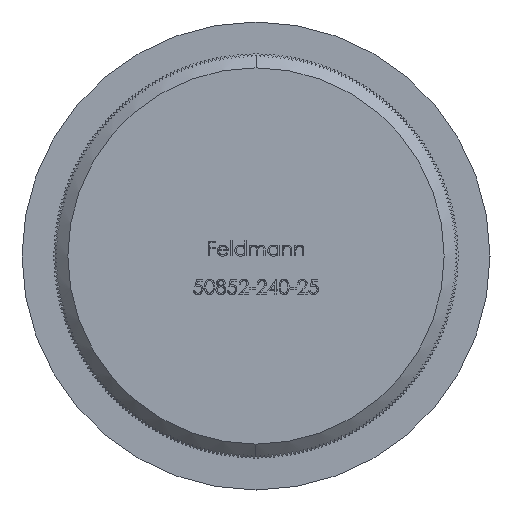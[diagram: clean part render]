
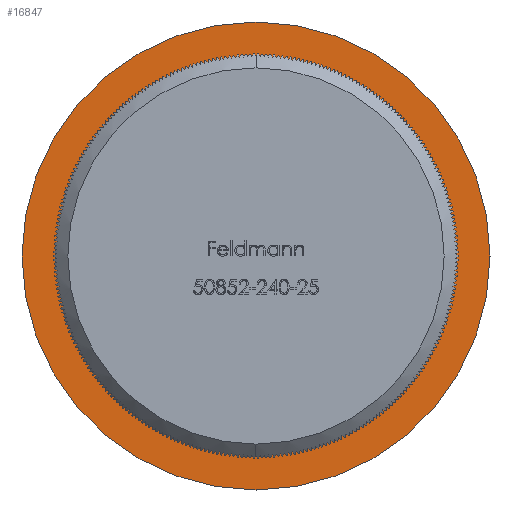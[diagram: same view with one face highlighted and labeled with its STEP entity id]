
A CAD part, front view. The second image highlights one B-rep face of the part: STEP entity #16847.
In plain terms, the highlighted planar face has unit normal (0, -1, 0).
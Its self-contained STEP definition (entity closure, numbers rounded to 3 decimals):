
#146 = CARTESIAN_POINT ( 'NONE',  ( 0., 5., 14.35 ) ) ;
#2116 = AXIS2_PLACEMENT_3D ( 'NONE', #38481, #2175, #13977 ) ;
#2175 = DIRECTION ( 'NONE',  ( 0., -1., 0. ) ) ;
#2686 = VERTEX_POINT ( 'NONE', #31521 ) ;
#2984 = AXIS2_PLACEMENT_3D ( 'NONE', #41674, #13261, #21523 ) ;
#5335 = CARTESIAN_POINT ( 'NONE',  ( 0., 5., 0. ) ) ;
#5381 = AXIS2_PLACEMENT_3D ( 'NONE', #44058, #19817, #36585 ) ;
#6563 = EDGE_LOOP ( 'NONE', ( #19298, #43095 ) ) ;
#6893 = PLANE ( 'NONE',  #5381 ) ;
#8029 = CIRCLE ( 'NONE', #25474, 14.35 ) ;
#12550 = EDGE_LOOP ( 'NONE', ( #40143, #16194 ) ) ;
#13261 = DIRECTION ( 'NONE',  ( 0., -1., 0. ) ) ;
#13977 = DIRECTION ( 'NONE',  ( 0., 0., -1. ) ) ;
#16194 = ORIENTED_EDGE ( 'NONE', *, *, #35273, .F. ) ;
#16847 = ADVANCED_FACE ( 'NONE', ( #25526, #31930 ), #6893, .T. ) ;
#17308 = DIRECTION ( 'NONE',  ( 0., 0., -1. ) ) ;
#19298 = ORIENTED_EDGE ( 'NONE', *, *, #39240, .T. ) ;
#19681 = DIRECTION ( 'NONE',  ( 0., -1., 0. ) ) ;
#19817 = DIRECTION ( 'NONE',  ( 0., -1., 0. ) ) ;
#19827 = EDGE_CURVE ( 'NONE', #2686, #46145, #49582, .T. ) ;
#21523 = DIRECTION ( 'NONE',  ( 0., 0., -1. ) ) ;
#23620 = CARTESIAN_POINT ( 'NONE',  ( 0., 5., 0. ) ) ;
#23775 = CARTESIAN_POINT ( 'NONE',  ( 0., 5., -16.85 ) ) ;
#23807 = DIRECTION ( 'NONE',  ( 0., 0., -1. ) ) ;
#25474 = AXIS2_PLACEMENT_3D ( 'NONE', #5335, #45528, #17308 ) ;
#25526 = FACE_BOUND ( 'NONE', #12550, .T. ) ;
#27033 = CARTESIAN_POINT ( 'NONE',  ( 0., 5., -14.35 ) ) ;
#30670 = CIRCLE ( 'NONE', #2984, 16.85 ) ;
#31521 = CARTESIAN_POINT ( 'NONE',  ( 0., 5., 16.85 ) ) ;
#31930 = FACE_OUTER_BOUND ( 'NONE', #6563, .T. ) ;
#35273 = EDGE_CURVE ( 'NONE', #52550, #43117, #8029, .T. ) ;
#36585 = DIRECTION ( 'NONE',  ( 0., 0., -1. ) ) ;
#38481 = CARTESIAN_POINT ( 'NONE',  ( 0., 5., 0. ) ) ;
#39240 = EDGE_CURVE ( 'NONE', #46145, #2686, #30670, .T. ) ;
#40143 = ORIENTED_EDGE ( 'NONE', *, *, #49939, .F. ) ;
#41313 = CIRCLE ( 'NONE', #2116, 14.35 ) ;
#41674 = CARTESIAN_POINT ( 'NONE',  ( 0., 5., 0. ) ) ;
#42410 = AXIS2_PLACEMENT_3D ( 'NONE', #23620, #19681, #23807 ) ;
#43095 = ORIENTED_EDGE ( 'NONE', *, *, #19827, .T. ) ;
#43117 = VERTEX_POINT ( 'NONE', #27033 ) ;
#44058 = CARTESIAN_POINT ( 'NONE',  ( 16.85, 5., 0. ) ) ;
#45528 = DIRECTION ( 'NONE',  ( 0., -1., 0. ) ) ;
#46145 = VERTEX_POINT ( 'NONE', #23775 ) ;
#49582 = CIRCLE ( 'NONE', #42410, 16.85 ) ;
#49939 = EDGE_CURVE ( 'NONE', #43117, #52550, #41313, .T. ) ;
#52550 = VERTEX_POINT ( 'NONE', #146 ) ;
